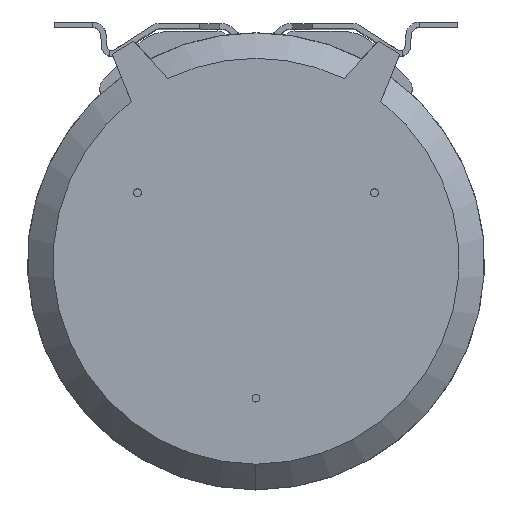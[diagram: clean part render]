
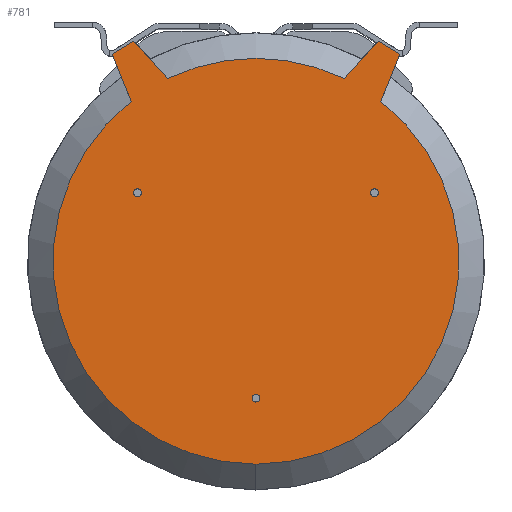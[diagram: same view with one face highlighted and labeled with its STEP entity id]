
A CAD part, top view. The second image highlights one B-rep face of the part: STEP entity #781.
In plain terms, the highlighted planar face has unit normal (0, 0, 1).
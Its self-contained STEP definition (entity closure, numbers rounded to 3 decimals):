
#438=CIRCLE('',#3671,148.294);
#535=CIRCLE('',#3842,2.876);
#536=CIRCLE('',#3844,2.876);
#539=CIRCLE('',#3849,2.876);
#540=CIRCLE('',#3851,2.876);
#543=CIRCLE('',#3856,2.876);
#544=CIRCLE('',#3858,2.876);
#596=CIRCLE('',#4005,148.294);
#597=CIRCLE('',#4006,148.294);
#781=ADVANCED_FACE('',(#934,#935,#936,#937),#889,.T.);
#889=PLANE('',#4007);
#934=FACE_BOUND('',#1130,.T.);
#935=FACE_BOUND('',#1131,.T.);
#936=FACE_BOUND('',#1132,.T.);
#937=FACE_BOUND('',#1133,.T.);
#1130=EDGE_LOOP('',(#1987,#1988));
#1131=EDGE_LOOP('',(#1989,#1990));
#1132=EDGE_LOOP('',(#1991,#1992));
#1133=EDGE_LOOP('',(#1993,#1994,#1995,#1996,#1997,#1998,#1999,#2000,#2001));
#1987=ORIENTED_EDGE('',*,*,#2767,.F.);
#1988=ORIENTED_EDGE('',*,*,#2768,.F.);
#1989=ORIENTED_EDGE('',*,*,#2773,.F.);
#1990=ORIENTED_EDGE('',*,*,#2774,.F.);
#1991=ORIENTED_EDGE('',*,*,#2779,.F.);
#1992=ORIENTED_EDGE('',*,*,#2780,.F.);
#1993=ORIENTED_EDGE('',*,*,#3020,.F.);
#1994=ORIENTED_EDGE('',*,*,#2912,.F.);
#1995=ORIENTED_EDGE('',*,*,#2906,.F.);
#1996=ORIENTED_EDGE('',*,*,#3021,.F.);
#1997=ORIENTED_EDGE('',*,*,#3022,.F.);
#1998=ORIENTED_EDGE('',*,*,#3004,.F.);
#1999=ORIENTED_EDGE('',*,*,#3017,.F.);
#2000=ORIENTED_EDGE('',*,*,#3023,.F.);
#2001=ORIENTED_EDGE('',*,*,#2579,.F.);
#2237=VERTEX_POINT('',#5235);
#2238=VERTEX_POINT('',#5236);
#2362=VERTEX_POINT('',#5629);
#2363=VERTEX_POINT('',#5631);
#2366=VERTEX_POINT('',#5642);
#2367=VERTEX_POINT('',#5644);
#2370=VERTEX_POINT('',#5655);
#2371=VERTEX_POINT('',#5657);
#2465=VERTEX_POINT('',#5992);
#2467=VERTEX_POINT('',#5995);
#2472=VERTEX_POINT('',#6010);
#2523=VERTEX_POINT('',#6240);
#2524=VERTEX_POINT('',#6242);
#2531=VERTEX_POINT('',#6271);
#2534=VERTEX_POINT('',#6280);
#2579=EDGE_CURVE('',#2237,#2238,#438,.T.);
#2767=EDGE_CURVE('',#2363,#2362,#535,.T.);
#2768=EDGE_CURVE('',#2362,#2363,#536,.T.);
#2773=EDGE_CURVE('',#2367,#2366,#539,.T.);
#2774=EDGE_CURVE('',#2366,#2367,#540,.T.);
#2779=EDGE_CURVE('',#2371,#2370,#543,.T.);
#2780=EDGE_CURVE('',#2370,#2371,#544,.T.);
#2906=EDGE_CURVE('',#2465,#2467,#3253,.T.);
#2912=EDGE_CURVE('',#2467,#2472,#3258,.T.);
#3004=EDGE_CURVE('',#2523,#2524,#3326,.T.);
#3017=EDGE_CURVE('',#2531,#2523,#3335,.T.);
#3020=EDGE_CURVE('',#2472,#2237,#3338,.T.);
#3021=EDGE_CURVE('',#2534,#2465,#596,.T.);
#3022=EDGE_CURVE('',#2524,#2534,#3339,.T.);
#3023=EDGE_CURVE('',#2238,#2531,#597,.T.);
#3253=LINE('',#5994,#3546);
#3258=LINE('',#6009,#3551);
#3326=LINE('',#6241,#3619);
#3335=LINE('',#6273,#3628);
#3338=LINE('',#6278,#3631);
#3339=LINE('',#6281,#3632);
#3546=VECTOR('',#4811,1.);
#3551=VECTOR('',#4818,1.);
#3619=VECTOR('',#4986,1.);
#3628=VECTOR('',#5007,1.);
#3631=VECTOR('',#5012,1.);
#3632=VECTOR('',#5015,1.);
#3671=AXIS2_PLACEMENT_3D('',#5234,#4097,#4098);
#3842=AXIS2_PLACEMENT_3D('',#5632,#4527,#4528);
#3844=AXIS2_PLACEMENT_3D('',#5634,#4531,#4532);
#3849=AXIS2_PLACEMENT_3D('',#5645,#4543,#4544);
#3851=AXIS2_PLACEMENT_3D('',#5647,#4547,#4548);
#3856=AXIS2_PLACEMENT_3D('',#5658,#4559,#4560);
#3858=AXIS2_PLACEMENT_3D('',#5660,#4563,#4564);
#4005=AXIS2_PLACEMENT_3D('',#6279,#5013,#5014);
#4006=AXIS2_PLACEMENT_3D('',#6282,#5016,#5017);
#4007=AXIS2_PLACEMENT_3D('',#6283,#5018,#5019);
#4097=DIRECTION('',(0.,0.,-1.));
#4098=DIRECTION('',(0.615,0.789,0.));
#4527=DIRECTION('',(0.,0.,1.));
#4528=DIRECTION('',(1.,0.,0.));
#4531=DIRECTION('',(0.,0.,1.));
#4532=DIRECTION('',(-1.,0.,0.));
#4543=DIRECTION('',(0.,0.,1.));
#4544=DIRECTION('',(-1.,0.,0.));
#4547=DIRECTION('',(0.,0.,1.));
#4548=DIRECTION('',(1.,0.,0.));
#4559=DIRECTION('',(0.,0.,1.));
#4560=DIRECTION('',(1.,0.,0.));
#4563=DIRECTION('',(0.,0.,1.));
#4564=DIRECTION('',(-1.,0.,0.));
#4811=DIRECTION('',(0.669,0.743,0.));
#4818=DIRECTION('',(0.858,-0.514,0.));
#4986=DIRECTION('',(0.858,0.514,0.));
#5007=DIRECTION('',(-0.375,0.927,0.));
#5012=DIRECTION('',(-0.375,-0.927,0.));
#5013=DIRECTION('',(0.,0.,-1.));
#5014=DIRECTION('',(-0.435,0.9,0.));
#5015=DIRECTION('',(0.669,-0.743,0.));
#5016=DIRECTION('',(0.,0.,-1.));
#5017=DIRECTION('',(0.615,0.789,0.));
#5018=DIRECTION('',(0.,0.,1.));
#5019=DIRECTION('',(-1.,0.,0.));
#5234=CARTESIAN_POINT('',(0.,0.,103.04));
#5235=CARTESIAN_POINT('',(91.158,116.967,103.04));
#5236=CARTESIAN_POINT('',(0.,-148.294,103.04));
#5629=CARTESIAN_POINT('',(-2.876,-100.,103.04));
#5631=CARTESIAN_POINT('',(2.876,-100.,103.04));
#5632=CARTESIAN_POINT('',(0.,-100.,103.04));
#5634=CARTESIAN_POINT('',(0.,-100.,103.04));
#5642=CARTESIAN_POINT('',(89.479,50.,103.04));
#5644=CARTESIAN_POINT('',(83.726,50.,103.04));
#5645=CARTESIAN_POINT('',(86.603,50.,103.04));
#5647=CARTESIAN_POINT('',(86.603,50.,103.04));
#5655=CARTESIAN_POINT('',(-89.479,50.,103.04));
#5657=CARTESIAN_POINT('',(-83.726,50.,103.04));
#5658=CARTESIAN_POINT('',(-86.603,50.,103.04));
#5660=CARTESIAN_POINT('',(-86.603,50.,103.04));
#5992=CARTESIAN_POINT('',(64.497,133.533,103.04));
#5994=CARTESIAN_POINT('',(64.497,133.533,103.04));
#5995=CARTESIAN_POINT('',(89.193,160.953,103.04));
#6009=CARTESIAN_POINT('',(89.193,160.953,103.04));
#6010=CARTESIAN_POINT('',(105.086,151.441,103.04));
#6240=CARTESIAN_POINT('',(-105.086,151.441,103.04));
#6241=CARTESIAN_POINT('',(-105.086,151.441,103.04));
#6242=CARTESIAN_POINT('',(-89.193,160.953,103.04));
#6271=CARTESIAN_POINT('',(-91.158,116.967,103.04));
#6273=CARTESIAN_POINT('',(-91.158,116.967,103.04));
#6278=CARTESIAN_POINT('',(87.379,107.613,103.04));
#6279=CARTESIAN_POINT('',(0.,0.,103.04));
#6280=CARTESIAN_POINT('',(-64.497,133.533,103.04));
#6281=CARTESIAN_POINT('',(-41.152,107.613,103.04));
#6282=CARTESIAN_POINT('',(0.,0.,103.04));
#6283=CARTESIAN_POINT('',(0.,0.,103.04));
